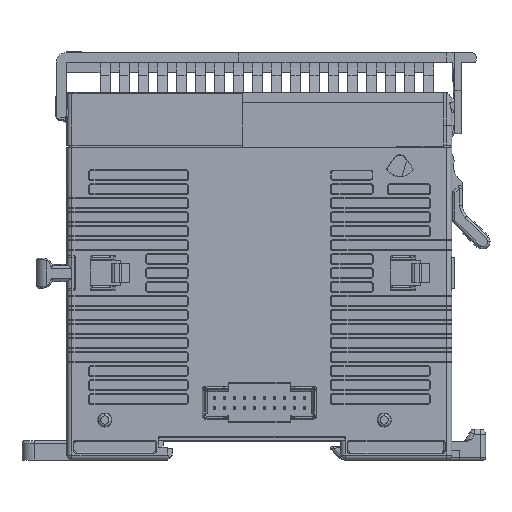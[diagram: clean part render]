
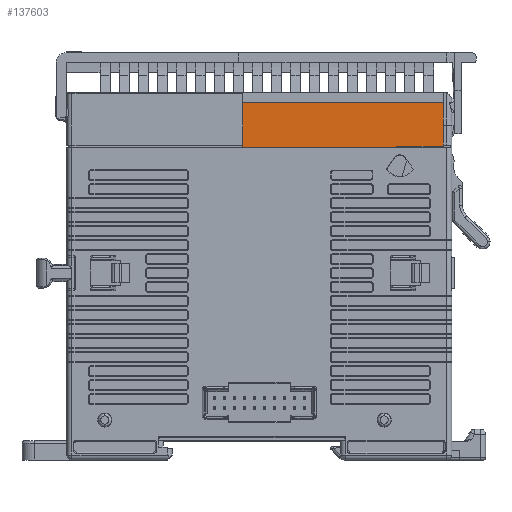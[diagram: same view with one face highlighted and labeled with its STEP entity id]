
A CAD part, left-side view. The second image highlights one B-rep face of the part: STEP entity #137603.
In plain terms, the highlighted planar face has unit normal (-1, 0, 0).
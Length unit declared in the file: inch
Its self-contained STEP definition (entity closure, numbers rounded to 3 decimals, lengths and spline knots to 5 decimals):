
#1427 = EDGE_CURVE ( 'NONE', #51758, #4061, #74883, .T. ) ;
#1568 = VECTOR ( 'NONE', #37651, 39.37008 ) ;
#1608 = VECTOR ( 'NONE', #163945, 39.37008 ) ;
#2598 = VECTOR ( 'NONE', #119708, 39.37008 ) ;
#3130 = ORIENTED_EDGE ( 'NONE', *, *, #82254, .T. ) ;
#4061 = VERTEX_POINT ( 'NONE', #6951 ) ;
#6161 = ORIENTED_EDGE ( 'NONE', *, *, #131231, .F. ) ;
#6951 = CARTESIAN_POINT ( 'NONE',  ( 0.33197, 1.43701, 2.30263 ) ) ;
#10125 = DIRECTION ( 'NONE',  ( 0., -1., 0. ) ) ;
#16036 = LINE ( 'NONE', #56238, #1608 ) ;
#25375 = LINE ( 'NONE', #144457, #1568 ) ;
#25947 = VERTEX_POINT ( 'NONE', #167856 ) ;
#26701 = EDGE_LOOP ( 'NONE', ( #49935, #6161, #82534, #134083, #161916, #3130, #112155, #63838 ) ) ;
#26727 = DIRECTION ( 'NONE',  ( 1., 0., 0. ) ) ;
#30549 = CARTESIAN_POINT ( 'NONE',  ( 0.33197, 1.44882, 2.30263 ) ) ;
#37651 = DIRECTION ( 'NONE',  ( 0., 0., 1. ) ) ;
#39844 = CARTESIAN_POINT ( 'NONE',  ( 0.33197, 0.97126, 2.64053 ) ) ;
#43711 = LINE ( 'NONE', #97125, #136518 ) ;
#46686 = VECTOR ( 'NONE', #139907, 39.37008 ) ;
#49935 = ORIENTED_EDGE ( 'NONE', *, *, #149692, .T. ) ;
#50381 = LINE ( 'NONE', #156383, #63321 ) ;
#50619 = VECTOR ( 'NONE', #10125, 39.37008 ) ;
#51758 = VERTEX_POINT ( 'NONE', #107420 ) ;
#53854 = CARTESIAN_POINT ( 'NONE',  ( 0.33197, 1.43701, 2.30392 ) ) ;
#56238 = CARTESIAN_POINT ( 'NONE',  ( 0.33197, -1.43701, 2.30392 ) ) ;
#63321 = VECTOR ( 'NONE', #118647, 39.37008 ) ;
#63838 = ORIENTED_EDGE ( 'NONE', *, *, #106257, .T. ) ;
#66299 = LINE ( 'NONE', #148588, #2598 ) ;
#66461 = DIRECTION ( 'NONE',  ( 0., 1., 0. ) ) ;
#68693 = FACE_OUTER_BOUND ( 'NONE', #26701, .T. ) ;
#74815 = EDGE_CURVE ( 'NONE', #25947, #162827, #136456, .T. ) ;
#74883 = LINE ( 'NONE', #128312, #50619 ) ;
#79576 = LINE ( 'NONE', #132997, #79988 ) ;
#79988 = VECTOR ( 'NONE', #66461, 39.37008 ) ;
#81801 = PLANE ( 'NONE',  #142423 ) ;
#82254 = EDGE_CURVE ( 'NONE', #128706, #25947, #16036, .T. ) ;
#82534 = ORIENTED_EDGE ( 'NONE', *, *, #1427, .T. ) ;
#86115 = EDGE_CURVE ( 'NONE', #128706, #170138, #50381, .T. ) ;
#90883 = CARTESIAN_POINT ( 'NONE',  ( 0.33197, -1.44882, 2.30263 ) ) ;
#92374 = DIRECTION ( 'NONE',  ( 0., 0., -1. ) ) ;
#92857 = VERTEX_POINT ( 'NONE', #151645 ) ;
#97125 = CARTESIAN_POINT ( 'NONE',  ( 0.33197, 1.44882, 2.30589 ) ) ;
#106257 = EDGE_CURVE ( 'NONE', #162827, #110252, #66299, .T. ) ;
#107420 = CARTESIAN_POINT ( 'NONE',  ( 0.33197, 1.44882, 2.30263 ) ) ;
#110252 = VERTEX_POINT ( 'NONE', #146860 ) ;
#112155 = ORIENTED_EDGE ( 'NONE', *, *, #74815, .T. ) ;
#114013 = CARTESIAN_POINT ( 'NONE',  ( 0.33197, -1.43701, 2.30392 ) ) ;
#118647 = DIRECTION ( 'NONE',  ( 0., 1., 0. ) ) ;
#119708 = DIRECTION ( 'NONE',  ( 0., 0., 1. ) ) ;
#128312 = CARTESIAN_POINT ( 'NONE',  ( 0.33197, 1.44882, 2.30263 ) ) ;
#128706 = VERTEX_POINT ( 'NONE', #114013 ) ;
#131231 = EDGE_CURVE ( 'NONE', #51758, #92857, #43711, .T. ) ;
#132997 = CARTESIAN_POINT ( 'NONE',  ( 0.33197, 0.97126, 2.66022 ) ) ;
#134083 = ORIENTED_EDGE ( 'NONE', *, *, #134686, .T. ) ;
#134686 = EDGE_CURVE ( 'NONE', #4061, #170138, #25375, .T. ) ;
#136456 = LINE ( 'NONE', #30549, #46686 ) ;
#136518 = VECTOR ( 'NONE', #150532, 39.37008 ) ;
#137603 = ADVANCED_FACE ( 'NONE', ( #68693 ), #81801, .F. ) ;
#139907 = DIRECTION ( 'NONE',  ( 0., -1., 0. ) ) ;
#142423 = AXIS2_PLACEMENT_3D ( 'NONE', #39844, #26727, #92374 ) ;
#144457 = CARTESIAN_POINT ( 'NONE',  ( 0.33197, 1.43701, 2.30392 ) ) ;
#146860 = CARTESIAN_POINT ( 'NONE',  ( 0.33197, -1.44882, 2.66022 ) ) ;
#148588 = CARTESIAN_POINT ( 'NONE',  ( 0.33197, -1.44882, 2.30589 ) ) ;
#149692 = EDGE_CURVE ( 'NONE', #110252, #92857, #79576, .T. ) ;
#150532 = DIRECTION ( 'NONE',  ( 0., 0., 1. ) ) ;
#151645 = CARTESIAN_POINT ( 'NONE',  ( 0.33197, 1.44882, 2.66022 ) ) ;
#156383 = CARTESIAN_POINT ( 'NONE',  ( 0.33197, -0.05906, 2.30392 ) ) ;
#161916 = ORIENTED_EDGE ( 'NONE', *, *, #86115, .F. ) ;
#162827 = VERTEX_POINT ( 'NONE', #90883 ) ;
#163945 = DIRECTION ( 'NONE',  ( 0., 0., -1. ) ) ;
#167856 = CARTESIAN_POINT ( 'NONE',  ( 0.33197, -1.43701, 2.30263 ) ) ;
#170138 = VERTEX_POINT ( 'NONE', #53854 ) ;
